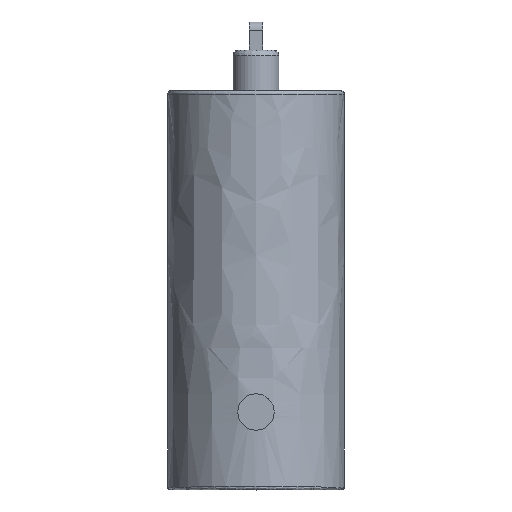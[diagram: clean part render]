
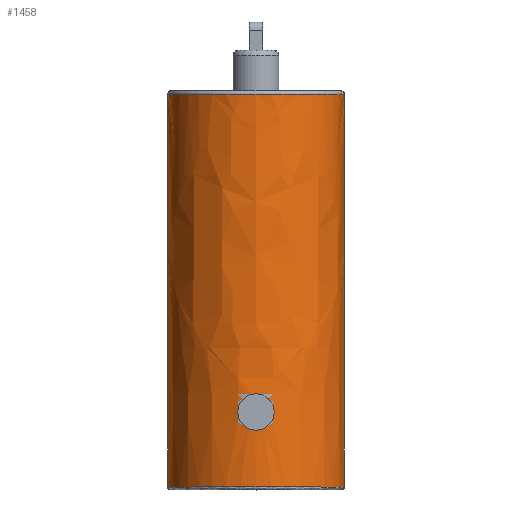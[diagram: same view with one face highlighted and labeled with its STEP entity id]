
A CAD part, top view. The second image highlights one B-rep face of the part: STEP entity #1458.
In plain terms, the highlighted face is a revolution surface.
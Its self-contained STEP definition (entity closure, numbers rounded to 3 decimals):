
#80 = VERTEX_POINT('',#81);
#81 = CARTESIAN_POINT('',(-4.825,-17.425,3.932));
#82 = VERTEX_POINT('',#83);
#83 = CARTESIAN_POINT('',(4.825,-17.425,3.932));
#90 = EDGE_CURVE('',#82,#91,#93,.T.);
#91 = VERTEX_POINT('',#92);
#92 = CARTESIAN_POINT('',(4.825,-4.775,3.932));
#93 = LINE('',#94,#95);
#94 = CARTESIAN_POINT('',(4.825,-17.425,3.932));
#95 = VECTOR('',#96,1.);
#96 = DIRECTION('',(0.,1.,0.));
#107 = VERTEX_POINT('',#108);
#108 = CARTESIAN_POINT('',(-4.825,-4.775,3.932));
#115 = EDGE_CURVE('',#80,#107,#116,.T.);
#116 = LINE('',#117,#118);
#117 = CARTESIAN_POINT('',(-4.825,-17.425,3.932));
#118 = VECTOR('',#119,1.);
#119 = DIRECTION('',(0.,1.,0.));
#221 = EDGE_CURVE('',#82,#80,#222,.T.);
#222 = CIRCLE('',#223,4.825);
#223 = AXIS2_PLACEMENT_3D('',#224,#225,#226);
#224 = CARTESIAN_POINT('',(0.,-17.425,3.932));
#225 = DIRECTION('',(0.,-1.,0.));
#226 = DIRECTION('',(1.,0.,0.));
#1458 = ADVANCED_FACE('',(#1459,#1487),#1529,.F.);
#1459 = FACE_BOUND('',#1460,.F.);
#1460 = EDGE_LOOP('',(#1461,#1472,#1478,#1479,#1480,#1481));
#1461 = ORIENTED_EDGE('',*,*,#1462,.T.);
#1462 = EDGE_CURVE('',#1463,#1465,#1467,.T.);
#1463 = VERTEX_POINT('',#1464);
#1464 = CARTESIAN_POINT('',(-4.825,4.025,3.932));
#1465 = VERTEX_POINT('',#1466);
#1466 = CARTESIAN_POINT('',(4.825,4.025,3.932));
#1467 = CIRCLE('',#1468,4.825);
#1468 = AXIS2_PLACEMENT_3D('',#1469,#1470,#1471);
#1469 = CARTESIAN_POINT('',(0.,4.025,3.932));
#1470 = DIRECTION('',(0.,1.,0.));
#1471 = DIRECTION('',(-1.,0.,0.));
#1472 = ORIENTED_EDGE('',*,*,#1473,.F.);
#1473 = EDGE_CURVE('',#91,#1465,#1474,.T.);
#1474 = LINE('',#1475,#1476);
#1475 = CARTESIAN_POINT('',(4.825,-4.775,3.932));
#1476 = VECTOR('',#1477,1.);
#1477 = DIRECTION('',(0.,1.,0.));
#1478 = ORIENTED_EDGE('',*,*,#90,.F.);
#1479 = ORIENTED_EDGE('',*,*,#221,.T.);
#1480 = ORIENTED_EDGE('',*,*,#115,.T.);
#1481 = ORIENTED_EDGE('',*,*,#1482,.F.);
#1482 = EDGE_CURVE('',#1463,#107,#1483,.T.);
#1483 = LINE('',#1484,#1485);
#1484 = CARTESIAN_POINT('',(-4.825,4.025,3.932));
#1485 = VECTOR('',#1486,1.);
#1486 = DIRECTION('',(0.,-1.,0.));
#1487 = FACE_BOUND('',#1488,.F.);
#1488 = EDGE_LOOP('',(#1489,#1511));
#1489 = ORIENTED_EDGE('',*,*,#1490,.F.);
#1490 = EDGE_CURVE('',#1491,#1493,#1495,.T.);
#1491 = VERTEX_POINT('',#1492);
#1492 = CARTESIAN_POINT('',(-0.991,-13.333,8.654));
#1493 = VERTEX_POINT('',#1494);
#1494 = CARTESIAN_POINT('',(0.991,-13.333,8.654));
#1495 = B_SPLINE_CURVE_WITH_KNOTS('',3,(#1496,#1497,#1498,#1499,#1500,
    #1501,#1502,#1503,#1504,#1505,#1506,#1507,#1508,#1509,#1510),
  .UNSPECIFIED.,.F.,.F.,(4,1,1,1,1,1,1,1,1,1,1,1,4),(0.,
    0.083,0.167,0.25,0.333,0.417
    ,0.5,0.583,0.667,0.75,0.833,
    0.917,1.),.UNSPECIFIED.);
#1496 = CARTESIAN_POINT('',(-0.991,-13.333,8.654));
#1497 = CARTESIAN_POINT('',(-0.991,-13.245,8.654));
#1498 = CARTESIAN_POINT('',(-0.968,-13.076,
    8.659));
#1499 = CARTESIAN_POINT('',(-0.868,-12.833,
    8.678));
#1500 = CARTESIAN_POINT('',(-0.708,-12.624,
    8.706));
#1501 = CARTESIAN_POINT('',(-0.498,-12.464,
    8.733));
#1502 = CARTESIAN_POINT('',(-0.256,-12.365,
    8.752));
#1503 = CARTESIAN_POINT('',(0.002,-12.331,
    8.759));
#1504 = CARTESIAN_POINT('',(0.259,-12.365,
    8.752));
#1505 = CARTESIAN_POINT('',(0.501,-12.465,
    8.732));
#1506 = CARTESIAN_POINT('',(0.708,-12.624,
    8.706));
#1507 = CARTESIAN_POINT('',(0.868,-12.833,8.678)
  );
#1508 = CARTESIAN_POINT('',(0.968,-13.076,
    8.659));
#1509 = CARTESIAN_POINT('',(0.991,-13.246,8.654));
#1510 = CARTESIAN_POINT('',(0.991,-13.333,8.654));
#1511 = ORIENTED_EDGE('',*,*,#1512,.F.);
#1512 = EDGE_CURVE('',#1493,#1491,#1513,.T.);
#1513 = B_SPLINE_CURVE_WITH_KNOTS('',3,(#1514,#1515,#1516,#1517,#1518,
    #1519,#1520,#1521,#1522,#1523,#1524,#1525,#1526,#1527,#1528),
  .UNSPECIFIED.,.F.,.F.,(4,1,1,1,1,1,1,1,1,1,1,1,4),(0.,
    0.083,0.167,0.25,0.333,0.417
    ,0.5,0.583,0.667,0.75,0.833,
    0.917,1.),.UNSPECIFIED.);
#1514 = CARTESIAN_POINT('',(0.991,-13.333,8.654));
#1515 = CARTESIAN_POINT('',(0.991,-13.42,8.654));
#1516 = CARTESIAN_POINT('',(0.968,-13.589,8.659)
  );
#1517 = CARTESIAN_POINT('',(0.869,-13.833,8.678
    ));
#1518 = CARTESIAN_POINT('',(0.708,-14.042,
    8.706));
#1519 = CARTESIAN_POINT('',(0.498,-14.203,
    8.733));
#1520 = CARTESIAN_POINT('',(0.255,-14.302,8.752)
  );
#1521 = CARTESIAN_POINT('',(-0.002,-14.335,
    8.759));
#1522 = CARTESIAN_POINT('',(-0.258,-14.301,
    8.752));
#1523 = CARTESIAN_POINT('',(-0.498,-14.202,
    8.733));
#1524 = CARTESIAN_POINT('',(-0.707,-14.043,
    8.706));
#1525 = CARTESIAN_POINT('',(-0.868,-13.834,8.678)
  );
#1526 = CARTESIAN_POINT('',(-0.968,-13.59,
    8.659));
#1527 = CARTESIAN_POINT('',(-0.991,-13.421,8.654));
#1528 = CARTESIAN_POINT('',(-0.991,-13.333,8.654));
#1529 = SURFACE_OF_REVOLUTION('',#1530,#1534);
#1530 = LINE('',#1531,#1532);
#1531 = CARTESIAN_POINT('',(-4.815,4.454,3.629));
#1532 = VECTOR('',#1533,1.);
#1533 = DIRECTION('',(0.,-1.,0.));
#1534 = AXIS1_PLACEMENT('',#1535,#1536);
#1535 = CARTESIAN_POINT('',(0.,-17.575,3.932));
#1536 = DIRECTION('',(0.,1.,0.));
